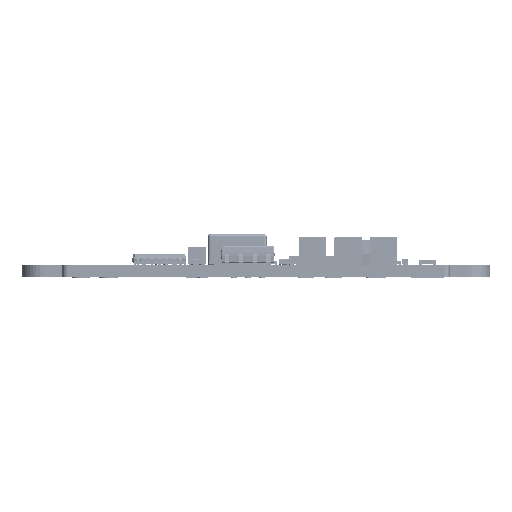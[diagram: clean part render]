
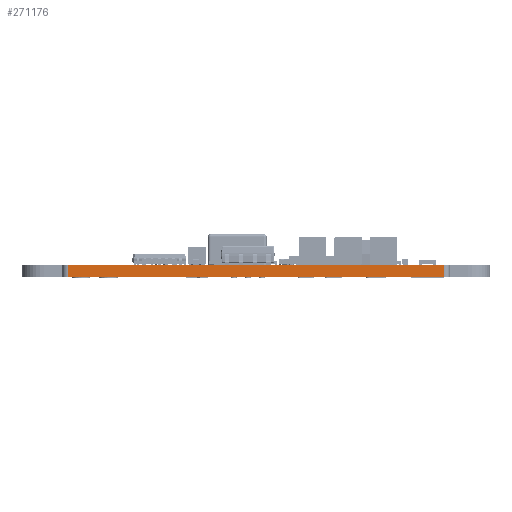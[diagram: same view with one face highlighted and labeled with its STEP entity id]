
A CAD part, left-side view. The second image highlights one B-rep face of the part: STEP entity #271176.
In plain terms, the highlighted planar face has unit normal (-1, 0, 0).
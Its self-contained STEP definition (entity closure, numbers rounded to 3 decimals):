
#269097=CARTESIAN_POINT('',(-9.8,-17.3,0.));
#269098=VERTEX_POINT('',#269097);
#269106=CARTESIAN_POINT('',(-9.8,17.3,0.));
#269107=VERTEX_POINT('',#269106);
#269108=CARTESIAN_POINT('',(-9.8,-17.3,0.));
#269109=DIRECTION('',(0.,1.,0.));
#269110=VECTOR('',#269109,34.6);
#269111=LINE('',#269108,#269110);
#269112=EDGE_CURVE('',#269098,#269107,#269111,.T.);
#270069=CARTESIAN_POINT('',(-9.8,17.3,1.07));
#270070=VERTEX_POINT('',#270069);
#270078=CARTESIAN_POINT('',(-9.8,-17.3,1.07));
#270079=VERTEX_POINT('',#270078);
#270080=CARTESIAN_POINT('',(-9.8,-17.3,1.07));
#270081=DIRECTION('',(0.,1.,0.));
#270082=VECTOR('',#270081,34.6);
#270083=LINE('',#270080,#270082);
#270084=EDGE_CURVE('',#270079,#270070,#270083,.T.);
#271131=CARTESIAN_POINT('',(-9.8,17.3,0.));
#271132=DIRECTION('',(-0.,-0.,1.));
#271133=VECTOR('',#271132,1.07);
#271134=LINE('',#271131,#271133);
#271135=EDGE_CURVE('',#269107,#270070,#271134,.T.);
#271160=CARTESIAN_POINT('',(-9.8,-17.3,0.));
#271161=DIRECTION('',(-1.,0.,0.));
#271162=DIRECTION('',(0.,1.,0.));
#271163=AXIS2_PLACEMENT_3D('',#271160,#271161,#271162);
#271164=PLANE('',#271163);
#271165=CARTESIAN_POINT('',(-9.8,-17.3,0.));
#271166=DIRECTION('',(-0.,-0.,1.));
#271167=VECTOR('',#271166,1.07);
#271168=LINE('',#271165,#271167);
#271169=EDGE_CURVE('',#269098,#270079,#271168,.T.);
#271170=ORIENTED_EDGE('',*,*,#271169,.T.);
#271171=ORIENTED_EDGE('',*,*,#270084,.T.);
#271172=ORIENTED_EDGE('',*,*,#271135,.F.);
#271173=ORIENTED_EDGE('',*,*,#269112,.F.);
#271174=EDGE_LOOP('',(#271170,#271171,#271172,#271173));
#271175=FACE_BOUND('',#271174,.T.);
#271176=ADVANCED_FACE('',(#271175),#271164,.T.);
